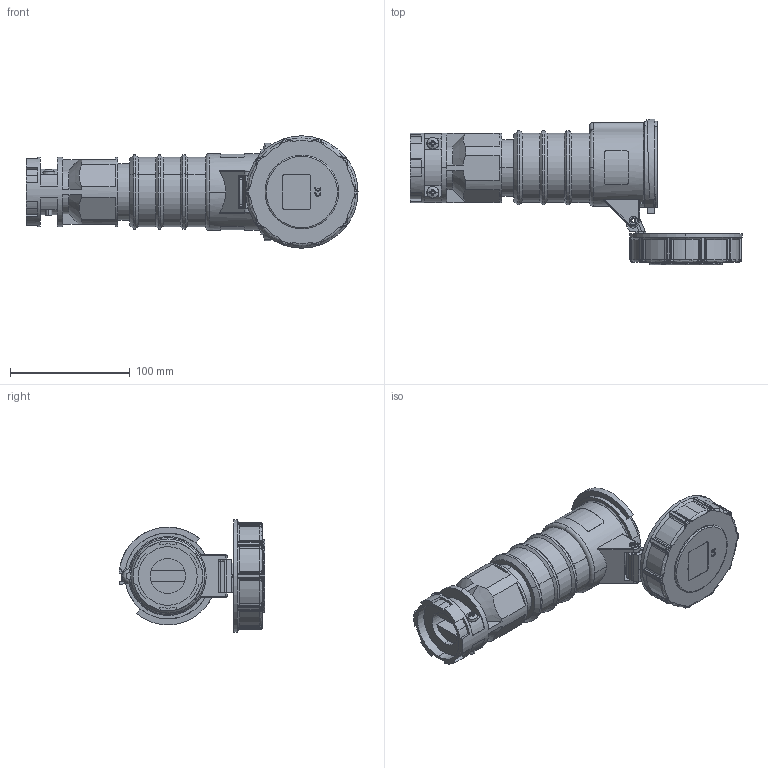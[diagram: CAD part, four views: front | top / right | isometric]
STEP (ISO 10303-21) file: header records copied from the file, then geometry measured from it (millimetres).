
FILE_DESCRIPTION (( 'STEP AP203' ), '1' );
FILE_NAME ('BRY430C7W.step', '2022-08-17T19:54:49', ( '' ), ( '' ), 'SwSTEP 2.0', 'SolidWorks 2021', '' );
FILE_SCHEMA (( 'CONFIG_CONTROL_DESIGN' ));
Length unit declared in the file: millimetre
Products named in the file (1): BRY430C7W
Bounding box: 277.7 x 122.01 x 94 mm (x, y, z)
Volume: 591120.5 mm3; surface area: 118750.2 mm2
Topology: 7 solids, 7 shells, 923 faces, 2465 edges, 1545 vertices
Faces by surface type: plane 306, cylinder 304, cone 109, torus 100, bspline 92, sphere 12
Entity records: 33104 total; most frequent: CARTESIAN_POINT 11141, ORIENTED_EDGE 4842, DIRECTION 4293, EDGE_CURVE 2421, AXIS2_PLACEMENT_3D 1645, VERTEX_POINT 1545, LINE 1003, VECTOR 1003
